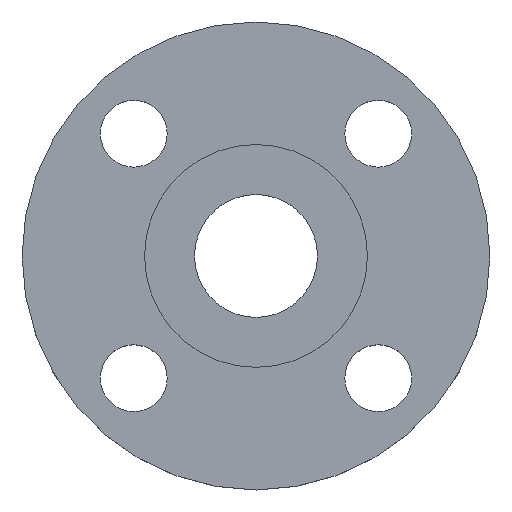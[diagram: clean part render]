
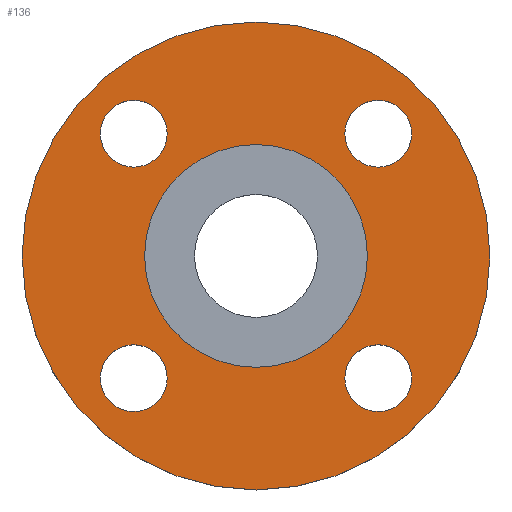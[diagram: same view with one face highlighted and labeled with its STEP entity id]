
A CAD part, top view. The second image highlights one B-rep face of the part: STEP entity #136.
In plain terms, the highlighted planar face has unit normal (0, 0, 1).
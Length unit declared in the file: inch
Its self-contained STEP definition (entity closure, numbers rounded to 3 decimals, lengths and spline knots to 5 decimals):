
#1 = CARTESIAN_POINT ( 'NONE',  ( 0., 0., -0.0625 ) ) ;
#2 = FACE_BOUND ( 'NONE', #555, .T. ) ;
#5 = CIRCLE ( 'NONE', #547, 0.375 ) ;
#7 = CIRCLE ( 'NONE', #45, 1.25 ) ;
#8 = VERTEX_POINT ( 'NONE', #164 ) ;
#21 = DIRECTION ( 'NONE',  ( 1., 0., 0. ) ) ;
#30 = AXIS2_PLACEMENT_3D ( 'NONE', #593, #535, #189 ) ;
#38 = EDGE_LOOP ( 'NONE', ( #130, #655 ) ) ;
#44 = CARTESIAN_POINT ( 'NONE',  ( -0.99679, -1.37179, -0.0625 ) ) ;
#45 = AXIS2_PLACEMENT_3D ( 'NONE', #274, #748, #307 ) ;
#67 = ORIENTED_EDGE ( 'NONE', *, *, #259, .F. ) ;
#71 = EDGE_LOOP ( 'NONE', ( #111, #489 ) ) ;
#89 = DIRECTION ( 'NONE',  ( 0., 0., 1. ) ) ;
#91 = CIRCLE ( 'NONE', #477, 1.25 ) ;
#96 = CARTESIAN_POINT ( 'NONE',  ( 1.37179, 1.37179, -0.0625 ) ) ;
#111 = ORIENTED_EDGE ( 'NONE', *, *, #486, .T. ) ;
#130 = ORIENTED_EDGE ( 'NONE', *, *, #447, .F. ) ;
#135 = CIRCLE ( 'NONE', #163, 0.375 ) ;
#136 = ADVANCED_FACE ( 'NONE', ( #543, #2, #240, #488, #728, #183 ), #775, .T. ) ;
#142 = VERTEX_POINT ( 'NONE', #472 ) ;
#143 = AXIS2_PLACEMENT_3D ( 'NONE', #435, #349, #224 ) ;
#145 = DIRECTION ( 'NONE',  ( 0., 0., 1. ) ) ;
#147 = VERTEX_POINT ( 'NONE', #714 ) ;
#163 = AXIS2_PLACEMENT_3D ( 'NONE', #96, #340, #583 ) ;
#164 = CARTESIAN_POINT ( 'NONE',  ( 1.25, 0., -0.0625 ) ) ;
#176 = EDGE_CURVE ( 'NONE', #366, #8, #7, .T. ) ;
#183 = FACE_OUTER_BOUND ( 'NONE', #507, .T. ) ;
#187 = CARTESIAN_POINT ( 'NONE',  ( 1.37179, 1.37179, -0.0625 ) ) ;
#189 = DIRECTION ( 'NONE',  ( 0., 1., 0. ) ) ;
#200 = CARTESIAN_POINT ( 'NONE',  ( 1.74679, 1.37179, -0.0625 ) ) ;
#202 = ORIENTED_EDGE ( 'NONE', *, *, #495, .F. ) ;
#204 = CARTESIAN_POINT ( 'NONE',  ( -1.37179, 1.37179, -0.0625 ) ) ;
#207 = CARTESIAN_POINT ( 'NONE',  ( -1.37179, -1.37179, -0.0625 ) ) ;
#212 = DIRECTION ( 'NONE',  ( -1., 0., 0. ) ) ;
#216 = DIRECTION ( 'NONE',  ( 1., 0., 0. ) ) ;
#219 = EDGE_CURVE ( 'NONE', #147, #233, #5, .T. ) ;
#222 = CARTESIAN_POINT ( 'NONE',  ( -1.74679, -1.37179, -0.0625 ) ) ;
#223 = AXIS2_PLACEMENT_3D ( 'NONE', #207, #145, #568 ) ;
#224 = DIRECTION ( 'NONE',  ( 1., 0., 0. ) ) ;
#233 = VERTEX_POINT ( 'NONE', #200 ) ;
#240 = FACE_BOUND ( 'NONE', #38, .T. ) ;
#244 = EDGE_CURVE ( 'NONE', #142, #498, #559, .T. ) ;
#255 = CIRCLE ( 'NONE', #499, 0.375 ) ;
#259 = EDGE_CURVE ( 'NONE', #332, #440, #255, .T. ) ;
#269 = EDGE_CURVE ( 'NONE', #679, #667, #653, .T. ) ;
#274 = CARTESIAN_POINT ( 'NONE',  ( 0., 0., -0.0625 ) ) ;
#287 = CARTESIAN_POINT ( 'NONE',  ( -1.25, 0., -0.0625 ) ) ;
#295 = DIRECTION ( 'NONE',  ( 0., -1., 0. ) ) ;
#306 = CIRCLE ( 'NONE', #30, 0.375 ) ;
#307 = DIRECTION ( 'NONE',  ( 1., 0., 0. ) ) ;
#312 = CARTESIAN_POINT ( 'NONE',  ( 1.37179, -0.99679, -0.0625 ) ) ;
#324 = DIRECTION ( 'NONE',  ( 0., 0., 1. ) ) ;
#326 = EDGE_LOOP ( 'NONE', ( #357, #202 ) ) ;
#332 = VERTEX_POINT ( 'NONE', #222 ) ;
#334 = DIRECTION ( 'NONE',  ( 1., 0., 0. ) ) ;
#340 = DIRECTION ( 'NONE',  ( 0., 0., 1. ) ) ;
#348 = DIRECTION ( 'NONE',  ( 0., 0., 1. ) ) ;
#349 = DIRECTION ( 'NONE',  ( 0., 0., 1. ) ) ;
#354 = CARTESIAN_POINT ( 'NONE',  ( 2.625, 0., -0.0625 ) ) ;
#357 = ORIENTED_EDGE ( 'NONE', *, *, #269, .F. ) ;
#361 = AXIS2_PLACEMENT_3D ( 'NONE', #386, #324, #608 ) ;
#362 = DIRECTION ( 'NONE',  ( 0., 0., -1. ) ) ;
#366 = VERTEX_POINT ( 'NONE', #287 ) ;
#374 = AXIS2_PLACEMENT_3D ( 'NONE', #204, #446, #517 ) ;
#386 = CARTESIAN_POINT ( 'NONE',  ( 1.37179, -1.37179, -0.0625 ) ) ;
#392 = ORIENTED_EDGE ( 'NONE', *, *, #637, .T. ) ;
#396 = EDGE_CURVE ( 'NONE', #764, #443, #781, .T. ) ;
#397 = DIRECTION ( 'NONE',  ( 0., 0., 1. ) ) ;
#398 = CIRCLE ( 'NONE', #223, 0.375 ) ;
#409 = ORIENTED_EDGE ( 'NONE', *, *, #219, .F. ) ;
#417 = CIRCLE ( 'NONE', #614, 0.375 ) ;
#433 = CARTESIAN_POINT ( 'NONE',  ( 1.37179, -1.37179, -0.0625 ) ) ;
#435 = CARTESIAN_POINT ( 'NONE',  ( 0., 0., -0.0625 ) ) ;
#440 = VERTEX_POINT ( 'NONE', #44 ) ;
#443 = VERTEX_POINT ( 'NONE', #354 ) ;
#446 = DIRECTION ( 'NONE',  ( 0., 0., 1. ) ) ;
#447 = EDGE_CURVE ( 'NONE', #498, #142, #306, .T. ) ;
#448 = EDGE_LOOP ( 'NONE', ( #571, #409 ) ) ;
#453 = ORIENTED_EDGE ( 'NONE', *, *, #396, .T. ) ;
#472 = CARTESIAN_POINT ( 'NONE',  ( -1.37179, 0.99679, -0.0625 ) ) ;
#477 = AXIS2_PLACEMENT_3D ( 'NONE', #1, #362, #487 ) ;
#486 = EDGE_CURVE ( 'NONE', #8, #366, #91, .T. ) ;
#487 = DIRECTION ( 'NONE',  ( 1., 0., 0. ) ) ;
#488 = FACE_BOUND ( 'NONE', #448, .T. ) ;
#489 = ORIENTED_EDGE ( 'NONE', *, *, #176, .T. ) ;
#495 = EDGE_CURVE ( 'NONE', #667, #679, #417, .T. ) ;
#498 = VERTEX_POINT ( 'NONE', #662 ) ;
#499 = AXIS2_PLACEMENT_3D ( 'NONE', #685, #561, #212 ) ;
#507 = EDGE_LOOP ( 'NONE', ( #392, #453 ) ) ;
#517 = DIRECTION ( 'NONE',  ( 0., 1., 0. ) ) ;
#535 = DIRECTION ( 'NONE',  ( 0., 0., 1. ) ) ;
#543 = FACE_BOUND ( 'NONE', #326, .T. ) ;
#547 = AXIS2_PLACEMENT_3D ( 'NONE', #187, #89, #334 ) ;
#554 = AXIS2_PLACEMENT_3D ( 'NONE', #695, #397, #21 ) ;
#555 = EDGE_LOOP ( 'NONE', ( #67, #648 ) ) ;
#559 = CIRCLE ( 'NONE', #374, 0.375 ) ;
#561 = DIRECTION ( 'NONE',  ( 0., 0., 1. ) ) ;
#568 = DIRECTION ( 'NONE',  ( -1., 0., 0. ) ) ;
#571 = ORIENTED_EDGE ( 'NONE', *, *, #770, .F. ) ;
#583 = DIRECTION ( 'NONE',  ( 1., 0., 0. ) ) ;
#593 = CARTESIAN_POINT ( 'NONE',  ( -1.37179, 1.37179, -0.0625 ) ) ;
#608 = DIRECTION ( 'NONE',  ( 0., -1., 0. ) ) ;
#614 = AXIS2_PLACEMENT_3D ( 'NONE', #433, #724, #295 ) ;
#637 = EDGE_CURVE ( 'NONE', #443, #764, #698, .T. ) ;
#648 = ORIENTED_EDGE ( 'NONE', *, *, #681, .F. ) ;
#653 = CIRCLE ( 'NONE', #361, 0.375 ) ;
#655 = ORIENTED_EDGE ( 'NONE', *, *, #244, .F. ) ;
#662 = CARTESIAN_POINT ( 'NONE',  ( -1.37179, 1.74679, -0.0625 ) ) ;
#667 = VERTEX_POINT ( 'NONE', #312 ) ;
#678 = CARTESIAN_POINT ( 'NONE',  ( 1.37179, -1.74679, -0.0625 ) ) ;
#679 = VERTEX_POINT ( 'NONE', #678 ) ;
#681 = EDGE_CURVE ( 'NONE', #440, #332, #398, .T. ) ;
#685 = CARTESIAN_POINT ( 'NONE',  ( -1.37179, -1.37179, -0.0625 ) ) ;
#689 = AXIS2_PLACEMENT_3D ( 'NONE', #767, #348, #216 ) ;
#695 = CARTESIAN_POINT ( 'NONE',  ( 0., 0., -0.0625 ) ) ;
#698 = CIRCLE ( 'NONE', #554, 2.625 ) ;
#714 = CARTESIAN_POINT ( 'NONE',  ( 0.99679, 1.37179, -0.0625 ) ) ;
#724 = DIRECTION ( 'NONE',  ( 0., 0., 1. ) ) ;
#728 = FACE_BOUND ( 'NONE', #71, .T. ) ;
#748 = DIRECTION ( 'NONE',  ( 0., 0., -1. ) ) ;
#764 = VERTEX_POINT ( 'NONE', #771 ) ;
#767 = CARTESIAN_POINT ( 'NONE',  ( 0., 0., -0.0625 ) ) ;
#770 = EDGE_CURVE ( 'NONE', #233, #147, #135, .T. ) ;
#771 = CARTESIAN_POINT ( 'NONE',  ( -2.625, 0., -0.0625 ) ) ;
#775 = PLANE ( 'NONE',  #143 ) ;
#781 = CIRCLE ( 'NONE', #689, 2.625 ) ;
